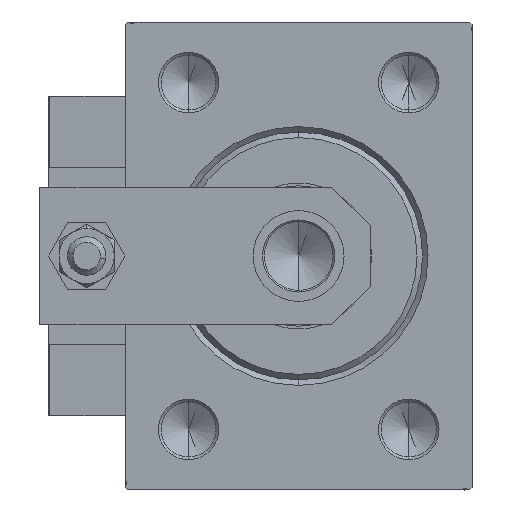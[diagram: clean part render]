
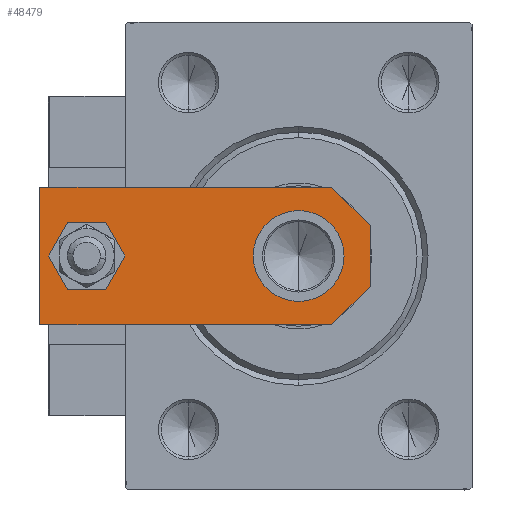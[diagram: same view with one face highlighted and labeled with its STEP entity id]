
A CAD part, left-side view. The second image highlights one B-rep face of the part: STEP entity #48479.
In plain terms, the highlighted face is planar.
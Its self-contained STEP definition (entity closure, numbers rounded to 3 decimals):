
#2200 = CARTESIAN_POINT ( 'NONE',  ( -8.25, 13., 6. ) ) ;
#2537 = CARTESIAN_POINT ( 'NONE',  ( -12.5, 0., 6. ) ) ;
#3187 = VECTOR ( 'NONE', #45980, 1000. ) ;
#3596 = EDGE_CURVE ( 'NONE', #32095, #31539, #34801, .T. ) ;
#4266 = AXIS2_PLACEMENT_3D ( 'NONE', #47871, #12006, #27966 ) ;
#4441 = DIRECTION ( 'NONE',  ( 0.707, 0.707, 0. ) ) ;
#5143 = DIRECTION ( 'NONE',  ( 1., 0., 0. ) ) ;
#5583 = VERTEX_POINT ( 'NONE', #2200 ) ;
#6735 = AXIS2_PLACEMENT_3D ( 'NONE', #43654, #7539, #35534 ) ;
#6914 = CARTESIAN_POINT ( 'NONE',  ( 12.5, 0., 6. ) ) ;
#7438 = DIRECTION ( 'NONE',  ( 0., 1., 0. ) ) ;
#7532 = EDGE_CURVE ( 'NONE', #33958, #33050, #38931, .T. ) ;
#7539 = DIRECTION ( 'NONE',  ( 0., 0., 1. ) ) ;
#7585 = EDGE_CURVE ( 'NONE', #18896, #33958, #37890, .T. ) ;
#8117 = CARTESIAN_POINT ( 'NONE',  ( 2.75, -2.75, 6. ) ) ;
#9177 = DIRECTION ( 'NONE',  ( 0., 0., 1. ) ) ;
#10163 = EDGE_LOOP ( 'NONE', ( #22888, #22744 ) ) ;
#10807 = ORIENTED_EDGE ( 'NONE', *, *, #7532, .T. ) ;
#10932 = FACE_OUTER_BOUND ( 'NONE', #20342, .T. ) ;
#11783 = LINE ( 'NONE', #8117, #48710 ) ;
#11855 = EDGE_CURVE ( 'NONE', #23464, #40602, #36783, .T. ) ;
#12006 = DIRECTION ( 'NONE',  ( 0., 0., 1. ) ) ;
#12524 = VERTEX_POINT ( 'NONE', #16717 ) ;
#13711 = CARTESIAN_POINT ( 'NONE',  ( 12.5, 60., 6. ) ) ;
#14001 = EDGE_LOOP ( 'NONE', ( #50444, #19439 ) ) ;
#14364 = CARTESIAN_POINT ( 'NONE',  ( 0., 51.5, 6. ) ) ;
#14712 = CARTESIAN_POINT ( 'NONE',  ( -12.5, 7., 6. ) ) ;
#14832 = FACE_BOUND ( 'NONE', #14001, .T. ) ;
#15553 = AXIS2_PLACEMENT_3D ( 'NONE', #37196, #9177, #41125 ) ;
#16717 = CARTESIAN_POINT ( 'NONE',  ( 8.25, 13., 6. ) ) ;
#16941 = ORIENTED_EDGE ( 'NONE', *, *, #45833, .T. ) ;
#17936 = CARTESIAN_POINT ( 'NONE',  ( -2.75, -2.75, 6. ) ) ;
#18515 = EDGE_CURVE ( 'NONE', #12524, #5583, #36032, .T. ) ;
#18896 = VERTEX_POINT ( 'NONE', #14712 ) ;
#19028 = VECTOR ( 'NONE', #42856, 1000. ) ;
#19439 = ORIENTED_EDGE ( 'NONE', *, *, #3596, .F. ) ;
#20342 = EDGE_LOOP ( 'NONE', ( #32273, #21763, #10807, #49330, #16941, #23783 ) ) ;
#21025 = DIRECTION ( 'NONE',  ( -1., 0., 0. ) ) ;
#21763 = ORIENTED_EDGE ( 'NONE', *, *, #7585, .T. ) ;
#22005 = VERTEX_POINT ( 'NONE', #30492 ) ;
#22519 = EDGE_CURVE ( 'NONE', #33050, #22005, #11783, .T. ) ;
#22744 = ORIENTED_EDGE ( 'NONE', *, *, #18515, .F. ) ;
#22888 = ORIENTED_EDGE ( 'NONE', *, *, #39501, .F. ) ;
#23464 = VERTEX_POINT ( 'NONE', #34543 ) ;
#23783 = ORIENTED_EDGE ( 'NONE', *, *, #11855, .T. ) ;
#23803 = CIRCLE ( 'NONE', #32149, 4. ) ;
#27966 = DIRECTION ( 'NONE',  ( 1., 0., 0. ) ) ;
#30196 = LINE ( 'NONE', #6914, #33325 ) ;
#30492 = CARTESIAN_POINT ( 'NONE',  ( 12.5, 7., 6. ) ) ;
#31133 = DIRECTION ( 'NONE',  ( 1., 0., 0. ) ) ;
#31307 = LINE ( 'NONE', #35505, #33141 ) ;
#31539 = VERTEX_POINT ( 'NONE', #48382 ) ;
#31816 = EDGE_CURVE ( 'NONE', #31539, #32095, #23803, .T. ) ;
#32095 = VERTEX_POINT ( 'NONE', #39177 ) ;
#32149 = AXIS2_PLACEMENT_3D ( 'NONE', #41540, #48844, #5143 ) ;
#32273 = ORIENTED_EDGE ( 'NONE', *, *, #34144, .T. ) ;
#33050 = VERTEX_POINT ( 'NONE', #44415 ) ;
#33141 = VECTOR ( 'NONE', #50948, 1000. ) ;
#33325 = VECTOR ( 'NONE', #7438, 1000. ) ;
#33958 = VERTEX_POINT ( 'NONE', #36844 ) ;
#34144 = EDGE_CURVE ( 'NONE', #40602, #18896, #31307, .T. ) ;
#34543 = CARTESIAN_POINT ( 'NONE',  ( 12.5, 60., 6. ) ) ;
#34801 = CIRCLE ( 'NONE', #46494, 4. ) ;
#35505 = CARTESIAN_POINT ( 'NONE',  ( -12.5, 60., 6. ) ) ;
#35534 = DIRECTION ( 'NONE',  ( 1., 0., 0. ) ) ;
#36032 = CIRCLE ( 'NONE', #4266, 8.25 ) ;
#36783 = LINE ( 'NONE', #13711, #47616 ) ;
#36844 = CARTESIAN_POINT ( 'NONE',  ( -5.5, 0., 6. ) ) ;
#37196 = CARTESIAN_POINT ( 'NONE',  ( 0., 13., 6. ) ) ;
#37890 = LINE ( 'NONE', #17936, #3187 ) ;
#38165 = CIRCLE ( 'NONE', #15553, 8.25 ) ;
#38931 = LINE ( 'NONE', #2537, #19028 ) ;
#38963 = FACE_BOUND ( 'NONE', #10163, .T. ) ;
#39177 = CARTESIAN_POINT ( 'NONE',  ( 4., 51.5, 6. ) ) ;
#39501 = EDGE_CURVE ( 'NONE', #5583, #12524, #38165, .T. ) ;
#40225 = PLANE ( 'NONE',  #6735 ) ;
#40602 = VERTEX_POINT ( 'NONE', #44217 ) ;
#41125 = DIRECTION ( 'NONE',  ( 1., 0., 0. ) ) ;
#41540 = CARTESIAN_POINT ( 'NONE',  ( 0., 51.5, 6. ) ) ;
#42856 = DIRECTION ( 'NONE',  ( 1., 0., 0. ) ) ;
#43654 = CARTESIAN_POINT ( 'NONE',  ( 0., 0., 6. ) ) ;
#44217 = CARTESIAN_POINT ( 'NONE',  ( -12.5, 60., 6. ) ) ;
#44415 = CARTESIAN_POINT ( 'NONE',  ( 5.5, 0., 6. ) ) ;
#45833 = EDGE_CURVE ( 'NONE', #22005, #23464, #30196, .T. ) ;
#45980 = DIRECTION ( 'NONE',  ( 0.707, -0.707, 0. ) ) ;
#46494 = AXIS2_PLACEMENT_3D ( 'NONE', #14364, #51031, #31133 ) ;
#47616 = VECTOR ( 'NONE', #21025, 1000. ) ;
#47871 = CARTESIAN_POINT ( 'NONE',  ( 0., 13., 6. ) ) ;
#48382 = CARTESIAN_POINT ( 'NONE',  ( -4., 51.5, 6. ) ) ;
#48479 = ADVANCED_FACE ( 'NONE', ( #14832, #10932, #38963 ), #40225, .T. ) ;
#48710 = VECTOR ( 'NONE', #4441, 1000. ) ;
#48844 = DIRECTION ( 'NONE',  ( 0., 0., 1. ) ) ;
#49330 = ORIENTED_EDGE ( 'NONE', *, *, #22519, .T. ) ;
#50444 = ORIENTED_EDGE ( 'NONE', *, *, #31816, .F. ) ;
#50948 = DIRECTION ( 'NONE',  ( 0., -1., 0. ) ) ;
#51031 = DIRECTION ( 'NONE',  ( 0., 0., 1. ) ) ;
